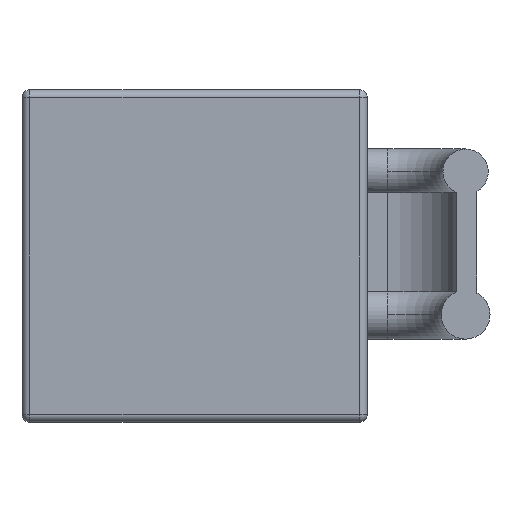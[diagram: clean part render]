
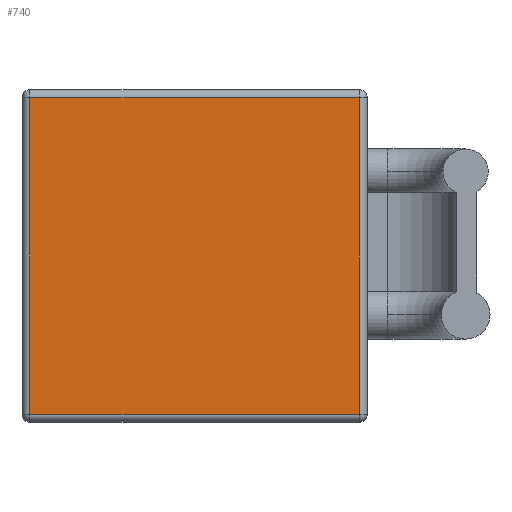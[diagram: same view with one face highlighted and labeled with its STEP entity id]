
A CAD part, front view. The second image highlights one B-rep face of the part: STEP entity #740.
In plain terms, the highlighted planar face has unit normal (0, -1, 0).
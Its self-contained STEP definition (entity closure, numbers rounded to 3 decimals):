
#57 = EDGE_LOOP ( 'NONE', ( #999, #169, #1657, #874 ) ) ;
#80 = CARTESIAN_POINT ( 'NONE',  ( 0., 0., 42. ) ) ;
#160 = VERTEX_POINT ( 'NONE', #960 ) ;
#169 = ORIENTED_EDGE ( 'NONE', *, *, #998, .T. ) ;
#212 = FACE_OUTER_BOUND ( 'NONE', #57, .T. ) ;
#219 = DIRECTION ( 'NONE',  ( 0., 0., 1. ) ) ;
#315 = CARTESIAN_POINT ( 'NONE',  ( 1., 0., 42. ) ) ;
#337 = CARTESIAN_POINT ( 'NONE',  ( 43.6, 0., 1. ) ) ;
#342 = EDGE_CURVE ( 'NONE', #1280, #1225, #629, .T. ) ;
#391 = EDGE_CURVE ( 'NONE', #1225, #451, #435, .T. ) ;
#392 = LINE ( 'NONE', #1434, #1121 ) ;
#435 = LINE ( 'NONE', #337, #1551 ) ;
#451 = VERTEX_POINT ( 'NONE', #758 ) ;
#511 = VECTOR ( 'NONE', #1873, 1000. ) ;
#629 = LINE ( 'NONE', #315, #1729 ) ;
#645 = AXIS2_PLACEMENT_3D ( 'NONE', #80, #1093, #219 ) ;
#710 = CARTESIAN_POINT ( 'NONE',  ( 0., 0., 41. ) ) ;
#740 = ADVANCED_FACE ( 'NONE', ( #212 ), #1664, .F. ) ;
#758 = CARTESIAN_POINT ( 'NONE',  ( 42.6, 0., 1. ) ) ;
#874 = ORIENTED_EDGE ( 'NONE', *, *, #342, .T. ) ;
#960 = CARTESIAN_POINT ( 'NONE',  ( 42.6, 0., 41. ) ) ;
#998 = EDGE_CURVE ( 'NONE', #451, #160, #392, .T. ) ;
#999 = ORIENTED_EDGE ( 'NONE', *, *, #391, .T. ) ;
#1093 = DIRECTION ( 'NONE',  ( 0., 1., 0. ) ) ;
#1121 = VECTOR ( 'NONE', #1772, 1000. ) ;
#1225 = VERTEX_POINT ( 'NONE', #1443 ) ;
#1280 = VERTEX_POINT ( 'NONE', #1301 ) ;
#1287 = LINE ( 'NONE', #710, #511 ) ;
#1301 = CARTESIAN_POINT ( 'NONE',  ( 1., 0., 41. ) ) ;
#1305 = EDGE_CURVE ( 'NONE', #160, #1280, #1287, .T. ) ;
#1341 = DIRECTION ( 'NONE',  ( 0., 0., -1. ) ) ;
#1360 = DIRECTION ( 'NONE',  ( 1., 0., 0. ) ) ;
#1434 = CARTESIAN_POINT ( 'NONE',  ( 42.6, 0., 42. ) ) ;
#1443 = CARTESIAN_POINT ( 'NONE',  ( 1., 0., 1. ) ) ;
#1551 = VECTOR ( 'NONE', #1360, 1000. ) ;
#1657 = ORIENTED_EDGE ( 'NONE', *, *, #1305, .T. ) ;
#1664 = PLANE ( 'NONE',  #645 ) ;
#1729 = VECTOR ( 'NONE', #1341, 1000. ) ;
#1772 = DIRECTION ( 'NONE',  ( 0., 0., 1. ) ) ;
#1873 = DIRECTION ( 'NONE',  ( -1., 0., 0. ) ) ;
